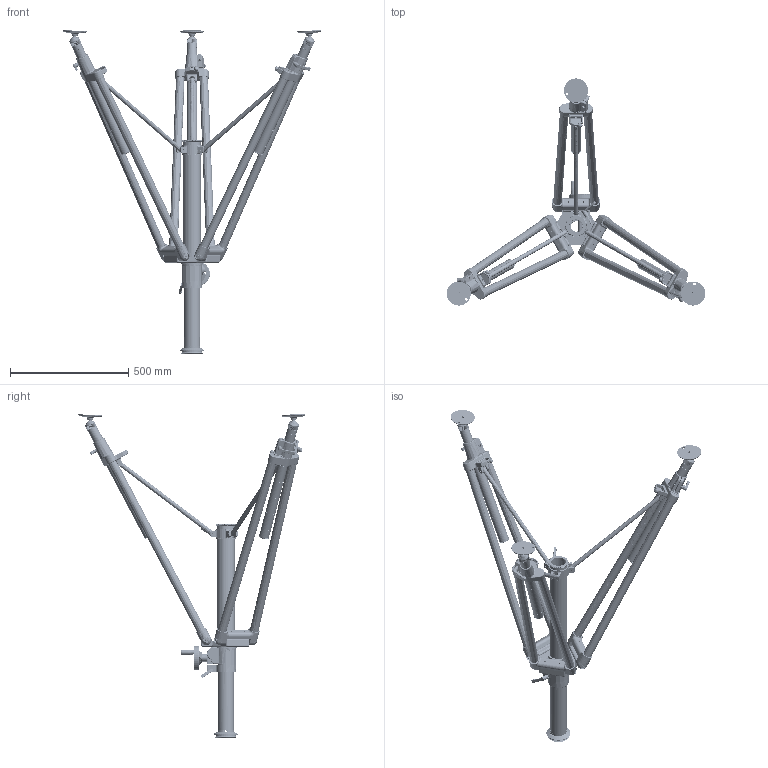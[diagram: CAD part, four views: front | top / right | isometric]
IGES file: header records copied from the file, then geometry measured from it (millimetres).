
Start section: SolidWorks IGES file using analytic representation for surfaces
Global section: file name: MGS2000TA.IGS; native system: SolidWorks 2017; preprocessor: SolidWorks 2017; author: jlind; date: 180110.154614; units: inch
Bounding box: 1091.24 x 958.65 x 1364.85 mm (x, y, z)
Surface area: 2695404.5 mm2 (no closed solid volume)
Topology: 0 solids, 73 shells, 14182 faces, 33694 edges, 19523 vertices
Faces by surface type: revolution 7881, plane 6047, bspline 254
